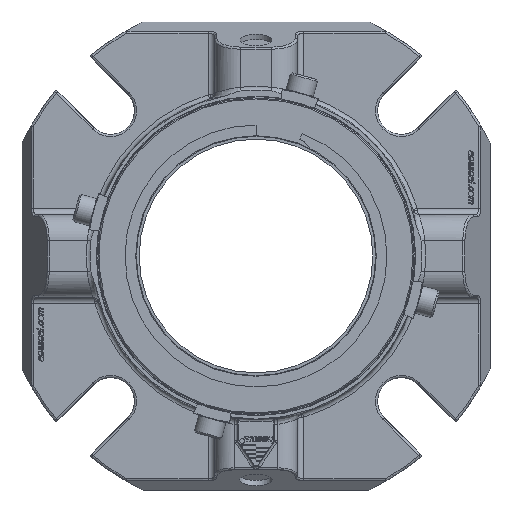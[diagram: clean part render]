
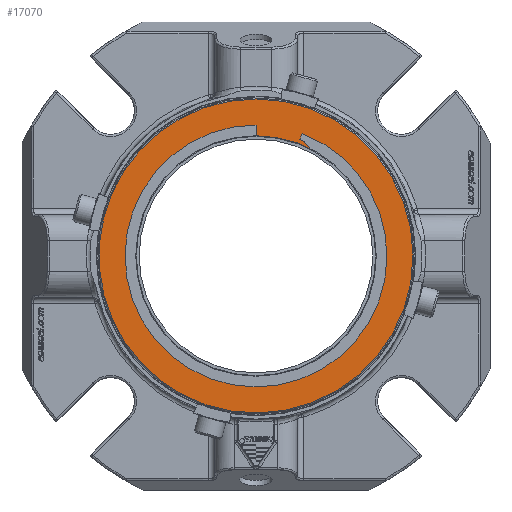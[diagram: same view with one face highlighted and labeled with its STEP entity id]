
A CAD part, left-side view. The second image highlights one B-rep face of the part: STEP entity #17070.
In plain terms, the highlighted planar face has unit normal (-1, 0, 0).
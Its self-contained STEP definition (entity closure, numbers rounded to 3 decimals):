
#2345=LINE('',#34699,#3433);
#2349=LINE('',#34711,#3437);
#3433=VECTOR('',#22453,1000.);
#3437=VECTOR('',#22467,1000.);
#3787=PLANE('',#18575);
#8194=ORIENTED_EDGE('',*,*,#11134,.F.);
#8195=ORIENTED_EDGE('',*,*,#11132,.F.);
#8196=ORIENTED_EDGE('',*,*,#11130,.T.);
#8197=ORIENTED_EDGE('',*,*,#11128,.F.);
#8198=ORIENTED_EDGE('',*,*,#11125,.T.);
#8199=ORIENTED_EDGE('',*,*,#11183,.T.);
#11125=EDGE_CURVE('',#12889,#12890,#13788,.F.);
#11128=EDGE_CURVE('',#12889,#12891,#2345,.T.);
#11130=EDGE_CURVE('',#12892,#12891,#13789,.T.);
#11132=EDGE_CURVE('',#12892,#12893,#13790,.T.);
#11134=EDGE_CURVE('',#12893,#12890,#2349,.T.);
#11183=EDGE_CURVE('',#12930,#12930,#13803,.T.);
#12889=VERTEX_POINT('',#34694);
#12890=VERTEX_POINT('',#34695);
#12891=VERTEX_POINT('',#34700);
#12892=VERTEX_POINT('',#34704);
#12893=VERTEX_POINT('',#34708);
#12930=VERTEX_POINT('',#35124);
#13788=CIRCLE('',#18538,60.477);
#13789=CIRCLE('',#18541,9.525);
#13790=CIRCLE('',#18543,54.762);
#13803=CIRCLE('',#18576,72.517);
#14864=EDGE_LOOP('',(#8194,#8195,#8196,#8197,#8198));
#14865=EDGE_LOOP('',(#8199));
#15984=FACE_BOUND('',#14864,.T.);
#15985=FACE_BOUND('',#14865,.T.);
#17070=ADVANCED_FACE('',(#15984,#15985),#3787,.T.);
#18538=AXIS2_PLACEMENT_3D('',#34693,#22447,#22448);
#18541=AXIS2_PLACEMENT_3D('',#34703,#22457,#22458);
#18543=AXIS2_PLACEMENT_3D('',#34707,#22462,#22463);
#18575=AXIS2_PLACEMENT_3D('',#35122,#22544,#22545);
#18576=AXIS2_PLACEMENT_3D('',#35123,#22546,#22547);
#22447=DIRECTION('',(-1.,0.,0.));
#22448=DIRECTION('',(0.,0.,1.));
#22453=DIRECTION('',(0.,0.423,-0.906));
#22457=DIRECTION('',(-1.,0.,0.));
#22458=DIRECTION('',(0.,0.,1.));
#22462=DIRECTION('',(-1.,0.,0.));
#22463=DIRECTION('',(0.,0.,1.));
#22467=DIRECTION('',(0.,0.,1.));
#22544=DIRECTION('',(-1.,0.,0.));
#22545=DIRECTION('',(0.,0.,1.));
#22546=DIRECTION('',(-1.,0.,0.));
#22547=DIRECTION('',(0.,0.,1.));
#34693=CARTESIAN_POINT('',(-103.505,0.,0.));
#34694=CARTESIAN_POINT('',(-103.505,-21.472,56.537));
#34695=CARTESIAN_POINT('',(-103.505,0.,60.477));
#34699=CARTESIAN_POINT('',(-103.505,-21.472,56.537));
#34700=CARTESIAN_POINT('',(-103.505,-20.261,53.94));
#34703=CARTESIAN_POINT('',(-103.505,-16.236,45.307));
#34704=CARTESIAN_POINT('',(-103.505,-25.158,48.641));
#34707=CARTESIAN_POINT('',(-103.505,0.,0.));
#34708=CARTESIAN_POINT('',(-103.505,0.,54.762));
#34711=CARTESIAN_POINT('',(-103.505,0.,54.762));
#35122=CARTESIAN_POINT('',(-103.505,0.,-73.025));
#35123=CARTESIAN_POINT('',(-103.505,0.,0.));
#35124=CARTESIAN_POINT('',(-103.505,0.,72.517));
